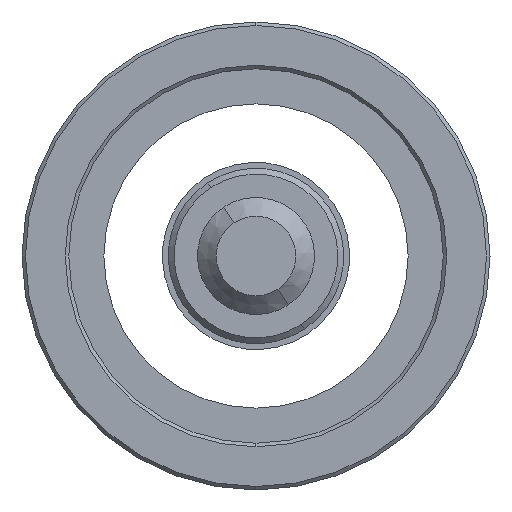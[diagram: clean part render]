
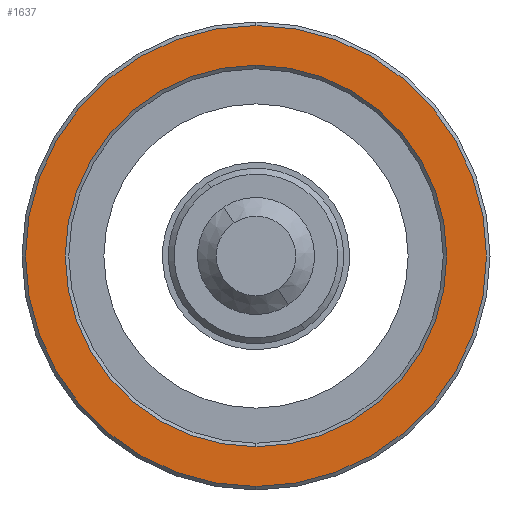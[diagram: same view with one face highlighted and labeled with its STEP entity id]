
A CAD part, left-side view. The second image highlights one B-rep face of the part: STEP entity #1637.
In plain terms, the highlighted planar face has unit normal (-1, 0, 0).
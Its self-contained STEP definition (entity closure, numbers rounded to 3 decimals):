
#17 = DIRECTION ( 'NONE',  ( 1., 0., 0. ) ) ;
#19 = CARTESIAN_POINT ( 'NONE',  ( -79.159, 11.712, 16.3 ) ) ;
#42 = CARTESIAN_POINT ( 'NONE',  ( -79.159, 11.712, -16.3 ) ) ;
#46 = VERTEX_POINT ( 'NONE', #1238 ) ;
#52 = VERTEX_POINT ( 'NONE', #42 ) ;
#105 = CARTESIAN_POINT ( 'NONE',  ( -79.159, 11.712, 0. ) ) ;
#124 = DIRECTION ( 'NONE',  ( 1., 0., 0. ) ) ;
#128 = EDGE_CURVE ( 'NONE', #46, #771, #1694, .T. ) ;
#144 = PLANE ( 'NONE',  #1613 ) ;
#209 = EDGE_LOOP ( 'NONE', ( #1515, #1234 ) ) ;
#211 = FACE_OUTER_BOUND ( 'NONE', #209, .T. ) ;
#266 = DIRECTION ( 'NONE',  ( 0., 0., -1. ) ) ;
#283 = ORIENTED_EDGE ( 'NONE', *, *, #1032, .T. ) ;
#400 = AXIS2_PLACEMENT_3D ( 'NONE', #105, #124, #1650 ) ;
#515 = CARTESIAN_POINT ( 'NONE',  ( -79.159, 11.712, 19.7 ) ) ;
#527 = CARTESIAN_POINT ( 'NONE',  ( -79.159, 11.712, 0. ) ) ;
#647 = CARTESIAN_POINT ( 'NONE',  ( -79.159, 27.712, 0. ) ) ;
#666 = CIRCLE ( 'NONE', #1020, 16.3 ) ;
#670 = DIRECTION ( 'NONE',  ( 0., 0., -1. ) ) ;
#724 = VERTEX_POINT ( 'NONE', #19 ) ;
#771 = VERTEX_POINT ( 'NONE', #515 ) ;
#798 = ORIENTED_EDGE ( 'NONE', *, *, #921, .T. ) ;
#921 = EDGE_CURVE ( 'NONE', #52, #724, #1430, .T. ) ;
#938 = DIRECTION ( 'NONE',  ( -1., 0., 0. ) ) ;
#1020 = AXIS2_PLACEMENT_3D ( 'NONE', #527, #17, #1070 ) ;
#1024 = DIRECTION ( 'NONE',  ( 0., 0., -1. ) ) ;
#1032 = EDGE_CURVE ( 'NONE', #724, #52, #666, .T. ) ;
#1070 = DIRECTION ( 'NONE',  ( 0., 0., -1. ) ) ;
#1084 = EDGE_CURVE ( 'NONE', #771, #46, #1261, .T. ) ;
#1180 = AXIS2_PLACEMENT_3D ( 'NONE', #1204, #938, #670 ) ;
#1204 = CARTESIAN_POINT ( 'NONE',  ( -79.159, 11.712, 0. ) ) ;
#1234 = ORIENTED_EDGE ( 'NONE', *, *, #1084, .T. ) ;
#1238 = CARTESIAN_POINT ( 'NONE',  ( -79.159, 11.712, -19.7 ) ) ;
#1248 = FACE_BOUND ( 'NONE', #1375, .T. ) ;
#1261 = CIRCLE ( 'NONE', #1180, 19.7 ) ;
#1277 = CARTESIAN_POINT ( 'NONE',  ( -79.159, 11.712, 0. ) ) ;
#1303 = AXIS2_PLACEMENT_3D ( 'NONE', #1277, #1675, #1024 ) ;
#1375 = EDGE_LOOP ( 'NONE', ( #283, #798 ) ) ;
#1430 = CIRCLE ( 'NONE', #400, 16.3 ) ;
#1515 = ORIENTED_EDGE ( 'NONE', *, *, #128, .T. ) ;
#1554 = DIRECTION ( 'NONE',  ( 1., 0., 0. ) ) ;
#1613 = AXIS2_PLACEMENT_3D ( 'NONE', #647, #1554, #266 ) ;
#1637 = ADVANCED_FACE ( 'NONE', ( #211, #1248 ), #144, .F. ) ;
#1650 = DIRECTION ( 'NONE',  ( 0., 0., -1. ) ) ;
#1675 = DIRECTION ( 'NONE',  ( -1., 0., 0. ) ) ;
#1694 = CIRCLE ( 'NONE', #1303, 19.7 ) ;
